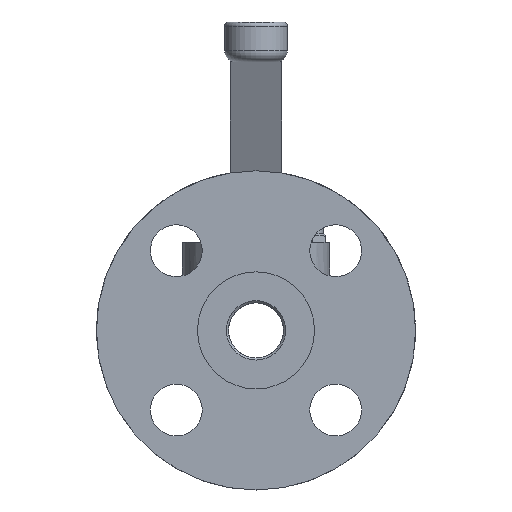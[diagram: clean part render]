
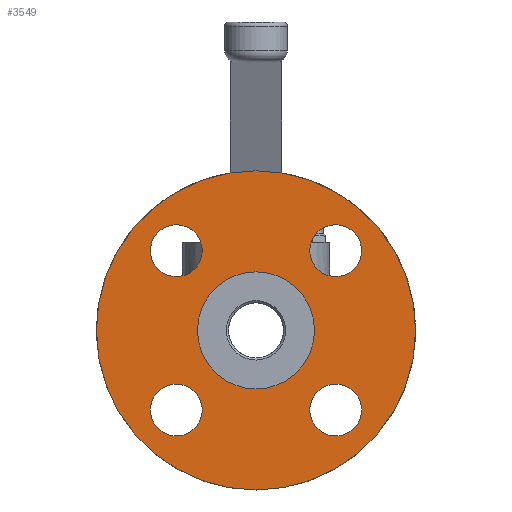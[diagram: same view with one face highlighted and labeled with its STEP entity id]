
A CAD part, front view. The second image highlights one B-rep face of the part: STEP entity #3549.
In plain terms, the highlighted planar face has unit normal (0, -1, 0).
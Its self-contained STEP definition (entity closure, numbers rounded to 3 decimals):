
#1437=CARTESIAN_POINT('',(-29.204,-93.815,19.704));
#1438=VERTEX_POINT('',#1437);
#1439=CARTESIAN_POINT('',(-29.204,-93.815,29.204));
#1440=DIRECTION('',(0.0,1.0,0.0));
#1441=DIRECTION('',(0.0,0.0,1.0));
#1442=AXIS2_PLACEMENT_3D('',#1439,#1440,#1441);
#1443=CIRCLE('',#1442,9.5);
#1444=EDGE_CURVE('',#1438,#1438,#1443,.T.);
#1465=CARTESIAN_POINT('',(-19.704,-93.815,-29.204));
#1466=VERTEX_POINT('',#1465);
#1467=CARTESIAN_POINT('',(-29.204,-93.815,-29.204));
#1468=DIRECTION('',(0.0,1.0,0.0));
#1469=DIRECTION('',(-1.0,0.0,0.0));
#1470=AXIS2_PLACEMENT_3D('',#1467,#1468,#1469);
#1471=CIRCLE('',#1470,9.5);
#1472=EDGE_CURVE('',#1466,#1466,#1471,.T.);
#1493=CARTESIAN_POINT('',(29.204,-93.815,-19.704));
#1494=VERTEX_POINT('',#1493);
#1495=CARTESIAN_POINT('',(29.204,-93.815,-29.204));
#1496=DIRECTION('',(0.0,1.0,0.0));
#1497=DIRECTION('',(0.0,0.0,-1.0));
#1498=AXIS2_PLACEMENT_3D('',#1495,#1496,#1497);
#1499=CIRCLE('',#1498,9.5);
#1500=EDGE_CURVE('',#1494,#1494,#1499,.T.);
#1521=CARTESIAN_POINT('',(19.704,-93.815,29.204));
#1522=VERTEX_POINT('',#1521);
#1523=CARTESIAN_POINT('',(29.204,-93.815,29.204));
#1524=DIRECTION('',(0.0,1.0,0.0));
#1525=DIRECTION('',(1.0,0.0,0.0));
#1526=AXIS2_PLACEMENT_3D('',#1523,#1524,#1525);
#1527=CIRCLE('',#1526,9.5);
#1528=EDGE_CURVE('',#1522,#1522,#1527,.T.);
#3503=CARTESIAN_POINT('',(0.0,-93.815,-58.5));
#3504=VERTEX_POINT('',#3503);
#3505=CARTESIAN_POINT('',(0.0,-93.815,0.0));
#3506=DIRECTION('',(0.0,-1.0,0.0));
#3507=DIRECTION('',(0.0,0.0,-1.0));
#3508=AXIS2_PLACEMENT_3D('',#3505,#3506,#3507);
#3509=CIRCLE('',#3508,58.5);
#3510=EDGE_CURVE('',#3504,#3504,#3509,.T.);
#3518=CARTESIAN_POINT('',(0.0,-93.815,-39.975));
#3519=DIRECTION('',(0.0,-1.0,0.0));
#3520=DIRECTION('',(0.0,0.0,-1.0));
#3521=AXIS2_PLACEMENT_3D('',#3518,#3519,#3520);
#3522=PLANE('',#3521);
#3523=ORIENTED_EDGE('',*,*,#3510,.T.);
#3524=EDGE_LOOP('',(#3523));
#3525=FACE_OUTER_BOUND('',#3524,.T.);
#3526=ORIENTED_EDGE('',*,*,#1444,.T.);
#3527=EDGE_LOOP('',(#3526));
#3528=FACE_BOUND('',#3527,.T.);
#3529=ORIENTED_EDGE('',*,*,#1472,.T.);
#3530=EDGE_LOOP('',(#3529));
#3531=FACE_BOUND('',#3530,.T.);
#3532=ORIENTED_EDGE('',*,*,#1500,.T.);
#3533=EDGE_LOOP('',(#3532));
#3534=FACE_BOUND('',#3533,.T.);
#3535=ORIENTED_EDGE('',*,*,#1528,.T.);
#3536=EDGE_LOOP('',(#3535));
#3537=FACE_BOUND('',#3536,.T.);
#3538=CARTESIAN_POINT('',(0.0,-93.815,-21.45));
#3539=VERTEX_POINT('',#3538);
#3540=CARTESIAN_POINT('',(0.0,-93.815,0.0));
#3541=DIRECTION('',(0.0,-1.0,0.0));
#3542=DIRECTION('',(0.0,0.0,-1.0));
#3543=AXIS2_PLACEMENT_3D('',#3540,#3541,#3542);
#3544=CIRCLE('',#3543,21.45);
#3545=EDGE_CURVE('',#3539,#3539,#3544,.T.);
#3546=ORIENTED_EDGE('',*,*,#3545,.F.);
#3547=EDGE_LOOP('',(#3546));
#3548=FACE_BOUND('',#3547,.T.);
#3549=ADVANCED_FACE('',(#3525,#3528,#3531,#3534,#3537,#3548),#3522,.T.);
